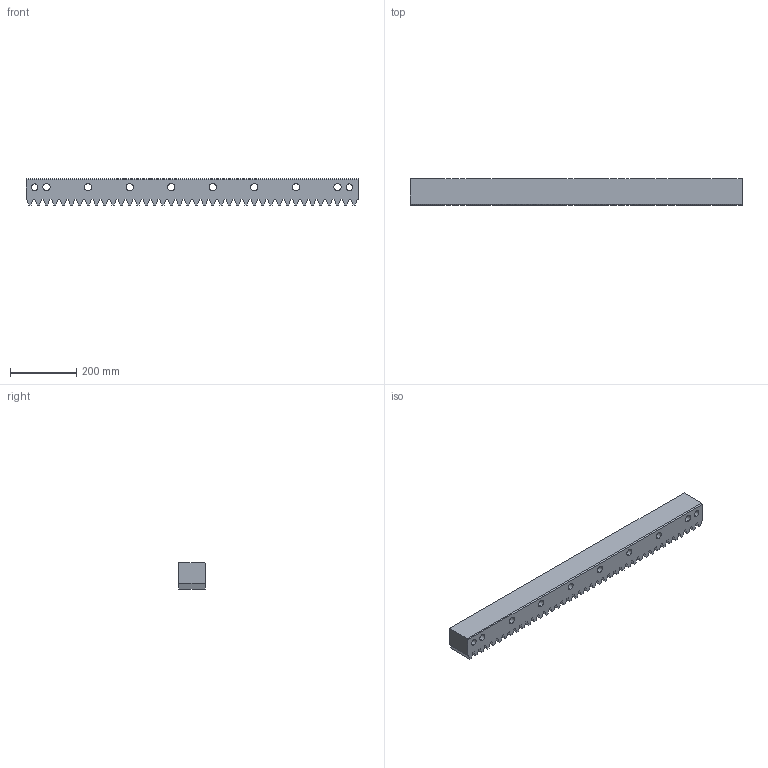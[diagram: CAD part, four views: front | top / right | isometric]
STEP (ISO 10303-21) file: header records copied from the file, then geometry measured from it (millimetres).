
FILE_DESCRIPTION(('STEP AP214'),'1');
FILE_NAME('144-080-410.stp','2017-10-09T11:45:09',('TraceParts'),('TraceParts S.A.'),'Spatial InterOp 3D',' ',' ');
FILE_SCHEMA(('automotive_design'));
Length unit declared in the file: millimetre
Products named in the file (1): 144-080-410
Bounding box: 1004.04 x 79 x 79 mm (x, y, z)
Volume: 5221920.1 mm3; surface area: 439759.9 mm2
Topology: 1 solids, 1 shells, 211 faces, 603 edges, 402 vertices
Faces by surface type: plane 175, cylinder 36
Entity records: 8562 total; most frequent: CARTESIAN_POINT 1217, ORIENTED_EDGE 1206, DIRECTION 1099, EDGE_CURVE 603, LINE 531, VECTOR 531, VERTEX_POINT 402, AXIS2_PLACEMENT_3D 284
